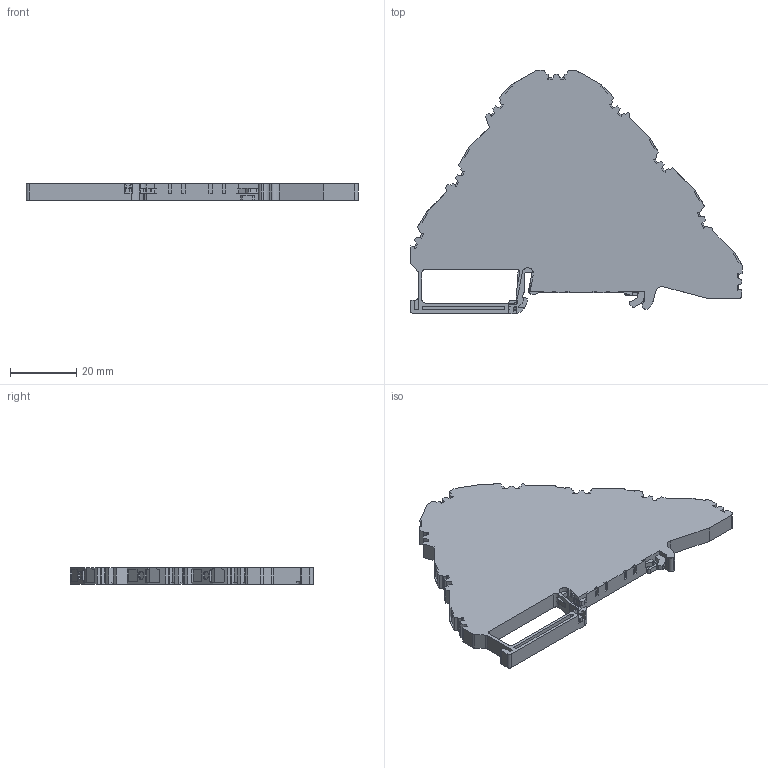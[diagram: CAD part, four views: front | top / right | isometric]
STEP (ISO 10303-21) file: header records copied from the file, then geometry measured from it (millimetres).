
FILE_DESCRIPTION (( 'STEP AP214' ), '1' );
FILE_NAME ('324609_YBK 2,5-3FT_Grey.STEP', '2013-11-13T14:13:19', ( 'arge' ), ( 'Microsoft' ), 'SwSTEP 2.0', 'SolidWorks 2013', '' );
FILE_SCHEMA (( 'AUTOMOTIVE_DESIGN' ));
Length unit declared in the file: millimetre
Products named in the file (1): 324609_YBK 2,5-3FT_Grey
Bounding box: 100 x 73.32 x 5 mm (x, y, z)
Volume: 21646.1 mm3; surface area: 11575.2 mm2
Topology: 1 solids, 1 shells, 569 faces, 1635 edges, 1075 vertices
Faces by surface type: plane 425, cylinder 144
Entity records: 23951 total; most frequent: CARTESIAN_POINT 3406, ORIENTED_EDGE 3270, DIRECTION 2991, EDGE_CURVE 1635, VECTOR 1335, LINE 1335, VERTEX_POINT 1075, AXIS2_PLACEMENT_3D 828
